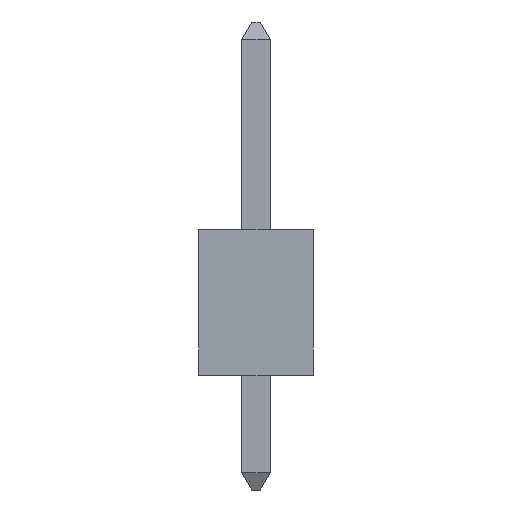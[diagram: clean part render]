
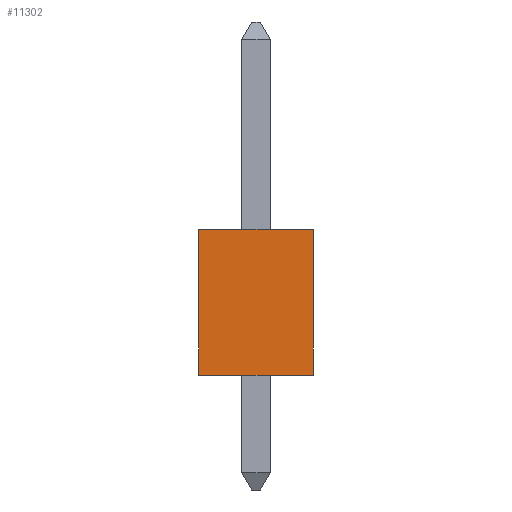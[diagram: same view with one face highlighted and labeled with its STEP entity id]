
A CAD part, left-side view. The second image highlights one B-rep face of the part: STEP entity #11302.
In plain terms, the highlighted planar face has unit normal (-1, 0, 0).
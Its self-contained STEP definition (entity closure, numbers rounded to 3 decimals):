
#11241 = CARTESIAN_POINT ( 'NONE',  ( -1., 1., 0. ) ) ;
#11242 = VERTEX_POINT ( 'NONE', #11241 ) ;
#11249 = CARTESIAN_POINT ( 'NONE',  ( -1., 1., 2.54 ) ) ;
#11250 = VERTEX_POINT ( 'NONE', #11249 ) ;
#11251 = CARTESIAN_POINT ( 'NONE',  ( -1., 1., 2.54 ) ) ;
#11252 = DIRECTION ( 'NONE',  ( 0., 0., -1. ) ) ;
#11253 = VECTOR ( 'NONE', #11252, 1000. ) ;
#11254 = LINE ( 'NONE', #11251, #11253 ) ;
#11255 = EDGE_CURVE ( 'NONE', #11250, #11242, #11254, .T. ) ;
#11272 = CARTESIAN_POINT ( 'NONE',  ( -1., -1., 0. ) ) ;
#11273 = VERTEX_POINT ( 'NONE', #11272 ) ;
#11274 = CARTESIAN_POINT ( 'NONE',  ( -1., -1., 0. ) ) ;
#11275 = DIRECTION ( 'NONE',  ( 0., -1., 0. ) ) ;
#11276 = VECTOR ( 'NONE', #11275, 1000. ) ;
#11277 = LINE ( 'NONE', #11274, #11276 ) ;
#11278 = EDGE_CURVE ( 'NONE', #11242, #11273, #11277, .T. ) ;
#11279 = ORIENTED_EDGE ( 'NONE', *, *, #11278, .T. ) ;
#11280 = CARTESIAN_POINT ( 'NONE',  ( -1., -1., 2.54 ) ) ;
#11281 = VERTEX_POINT ( 'NONE', #11280 ) ;
#11282 = CARTESIAN_POINT ( 'NONE',  ( -1., -1., 2.54 ) ) ;
#11283 = DIRECTION ( 'NONE',  ( 0., 0., -1. ) ) ;
#11284 = VECTOR ( 'NONE', #11283, 1000. ) ;
#11285 = LINE ( 'NONE', #11282, #11284 ) ;
#11286 = EDGE_CURVE ( 'NONE', #11281, #11273, #11285, .T. ) ;
#11287 = ORIENTED_EDGE ( 'NONE', *, *, #11286, .F. ) ;
#11288 = CARTESIAN_POINT ( 'NONE',  ( -1., -1., 2.54 ) ) ;
#11289 = DIRECTION ( 'NONE',  ( 0., -1., 0. ) ) ;
#11290 = VECTOR ( 'NONE', #11289, 1000. ) ;
#11291 = LINE ( 'NONE', #11288, #11290 ) ;
#11292 = EDGE_CURVE ( 'NONE', #11250, #11281, #11291, .T. ) ;
#11293 = ORIENTED_EDGE ( 'NONE', *, *, #11292, .F. ) ;
#11294 = ORIENTED_EDGE ( 'NONE', *, *, #11255, .T. ) ;
#11295 = EDGE_LOOP ( 'NONE', ( #11279, #11287, #11293, #11294 ) ) ;
#11296 = FACE_OUTER_BOUND ( 'NONE', #11295, .T. ) ;
#11297 = CARTESIAN_POINT ( 'NONE',  ( -1., -1., 2.54 ) ) ;
#11298 = DIRECTION ( 'NONE',  ( 1., 0., 0. ) ) ;
#11299 = DIRECTION ( 'NONE',  ( 0., 1., 0. ) ) ;
#11300 = AXIS2_PLACEMENT_3D ( 'NONE', #11297, #11298, #11299 ) ;
#11301 = PLANE ( 'NONE', #11300 ) ;
#11302 = ADVANCED_FACE ( 'NONE', ( #11296 ), #11301, .F. ) ;
